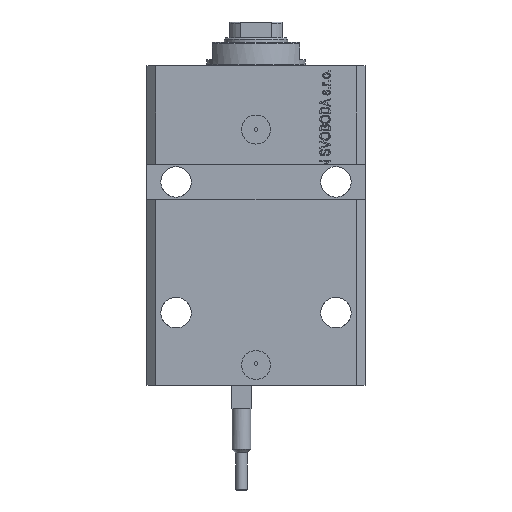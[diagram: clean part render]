
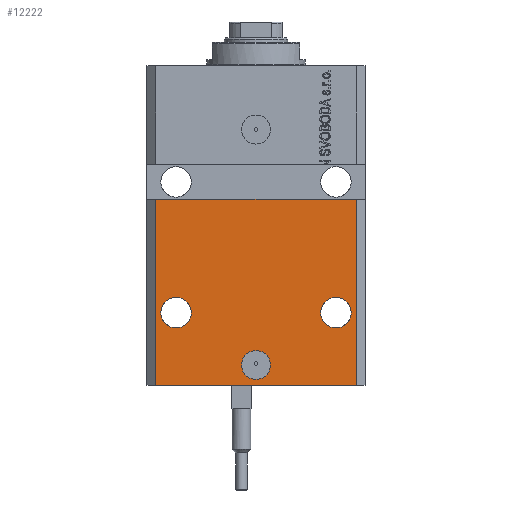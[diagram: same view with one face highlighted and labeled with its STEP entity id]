
A CAD part, front view. The second image highlights one B-rep face of the part: STEP entity #12222.
In plain terms, the highlighted planar face has unit normal (0, -1, 0).
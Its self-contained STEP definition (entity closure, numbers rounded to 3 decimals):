
#99 = DIRECTION ( 'NONE',  ( 0., 0., 1. ) ) ;
#527 = VERTEX_POINT ( 'NONE', #4424 ) ;
#681 = AXIS2_PLACEMENT_3D ( 'NONE', #40400, #6644, #36714 ) ;
#949 = CIRCLE ( 'NONE', #15092, 5. ) ;
#2348 = VERTEX_POINT ( 'NONE', #7403 ) ;
#3465 = EDGE_LOOP ( 'NONE', ( #22545, #43609, #15145, #48330 ) ) ;
#3953 = FACE_BOUND ( 'NONE', #47900, .T. ) ;
#4390 = EDGE_CURVE ( 'NONE', #15087, #22069, #23308, .T. ) ;
#4424 = CARTESIAN_POINT ( 'NONE',  ( -32.75, -27.5, -85. ) ) ;
#5040 = VERTEX_POINT ( 'NONE', #21859 ) ;
#5094 = VECTOR ( 'NONE', #99, 1000. ) ;
#5402 = CARTESIAN_POINT ( 'NONE',  ( -34.5, -27.5, -110. ) ) ;
#6589 = CIRCLE ( 'NONE', #15267, 5.25 ) ;
#6644 = DIRECTION ( 'NONE',  ( 0., -1., 0. ) ) ;
#6895 = FACE_BOUND ( 'NONE', #8149, .T. ) ;
#7403 = CARTESIAN_POINT ( 'NONE',  ( 34.5, -27.5, -110. ) ) ;
#7407 = CARTESIAN_POINT ( 'NONE',  ( -34.5, -27.5, -110. ) ) ;
#7457 = CARTESIAN_POINT ( 'NONE',  ( 34.5, -27.5, -110. ) ) ;
#7743 = DIRECTION ( 'NONE',  ( 1., 0., 0. ) ) ;
#8149 = EDGE_LOOP ( 'NONE', ( #41928, #32605 ) ) ;
#9349 = LINE ( 'NONE', #5402, #45851 ) ;
#9786 = EDGE_CURVE ( 'NONE', #23807, #29457, #24995, .T. ) ;
#10632 = CARTESIAN_POINT ( 'NONE',  ( 22.25, -27.5, -85. ) ) ;
#10650 = CARTESIAN_POINT ( 'NONE',  ( -34.5, -27.5, -46. ) ) ;
#11561 = VECTOR ( 'NONE', #33103, 1000. ) ;
#11637 = DIRECTION ( 'NONE',  ( 0., -1., 0. ) ) ;
#12222 = ADVANCED_FACE ( 'NONE', ( #3953, #6895, #15036, #29310 ), #18965, .T. ) ;
#13455 = ORIENTED_EDGE ( 'NONE', *, *, #15910, .F. ) ;
#13739 = DIRECTION ( 'NONE',  ( 1., 0., 0. ) ) ;
#14284 = ORIENTED_EDGE ( 'NONE', *, *, #21555, .F. ) ;
#15036 = FACE_BOUND ( 'NONE', #31626, .T. ) ;
#15087 = VERTEX_POINT ( 'NONE', #36353 ) ;
#15092 = AXIS2_PLACEMENT_3D ( 'NONE', #27731, #42018, #42752 ) ;
#15145 = ORIENTED_EDGE ( 'NONE', *, *, #22965, .T. ) ;
#15267 = AXIS2_PLACEMENT_3D ( 'NONE', #44385, #11637, #29855 ) ;
#15751 = CIRCLE ( 'NONE', #36978, 5.25 ) ;
#15910 = EDGE_CURVE ( 'NONE', #527, #5040, #15751, .T. ) ;
#16890 = ORIENTED_EDGE ( 'NONE', *, *, #43611, .F. ) ;
#17160 = DIRECTION ( 'NONE',  ( -1., 0., 0. ) ) ;
#17831 = CARTESIAN_POINT ( 'NONE',  ( -37.5, -27.5, -46. ) ) ;
#18480 = CARTESIAN_POINT ( 'NONE',  ( -5., -27.5, -103. ) ) ;
#18965 = PLANE ( 'NONE',  #681 ) ;
#19067 = CARTESIAN_POINT ( 'NONE',  ( 27.5, -27.5, -85. ) ) ;
#20931 = CIRCLE ( 'NONE', #45281, 5. ) ;
#21555 = EDGE_CURVE ( 'NONE', #34300, #22813, #949, .T. ) ;
#21859 = CARTESIAN_POINT ( 'NONE',  ( -22.25, -27.5, -85. ) ) ;
#22069 = VERTEX_POINT ( 'NONE', #10632 ) ;
#22545 = ORIENTED_EDGE ( 'NONE', *, *, #9786, .F. ) ;
#22813 = VERTEX_POINT ( 'NONE', #37195 ) ;
#22965 = EDGE_CURVE ( 'NONE', #44380, #2348, #9349, .T. ) ;
#23168 = LINE ( 'NONE', #7407, #26394 ) ;
#23308 = CIRCLE ( 'NONE', #48424, 5.25 ) ;
#23807 = VERTEX_POINT ( 'NONE', #10650 ) ;
#24369 = DIRECTION ( 'NONE',  ( -1., 0., 0. ) ) ;
#24995 = LINE ( 'NONE', #17831, #11561 ) ;
#25075 = CARTESIAN_POINT ( 'NONE',  ( 0., -27.5, -103. ) ) ;
#26394 = VECTOR ( 'NONE', #38196, 1000. ) ;
#26528 = EDGE_CURVE ( 'NONE', #22069, #15087, #6589, .T. ) ;
#27731 = CARTESIAN_POINT ( 'NONE',  ( 0., -27.5, -103. ) ) ;
#27758 = CARTESIAN_POINT ( 'NONE',  ( -27.5, -27.5, -85. ) ) ;
#28344 = EDGE_CURVE ( 'NONE', #2348, #29457, #41706, .T. ) ;
#28936 = CARTESIAN_POINT ( 'NONE',  ( -27.5, -27.5, -85. ) ) ;
#29310 = FACE_OUTER_BOUND ( 'NONE', #3465, .T. ) ;
#29457 = VERTEX_POINT ( 'NONE', #30575 ) ;
#29855 = DIRECTION ( 'NONE',  ( 1., 0., 0. ) ) ;
#30477 = CARTESIAN_POINT ( 'NONE',  ( -34.5, -27.5, -110. ) ) ;
#30575 = CARTESIAN_POINT ( 'NONE',  ( 34.5, -27.5, -46. ) ) ;
#30811 = EDGE_CURVE ( 'NONE', #22813, #34300, #20931, .T. ) ;
#31626 = EDGE_LOOP ( 'NONE', ( #16890, #13455 ) ) ;
#31932 = DIRECTION ( 'NONE',  ( 0., -1., 0. ) ) ;
#32577 = ORIENTED_EDGE ( 'NONE', *, *, #30811, .F. ) ;
#32605 = ORIENTED_EDGE ( 'NONE', *, *, #26528, .F. ) ;
#33103 = DIRECTION ( 'NONE',  ( 1., 0., 0. ) ) ;
#33358 = EDGE_CURVE ( 'NONE', #44380, #23807, #23168, .T. ) ;
#34300 = VERTEX_POINT ( 'NONE', #18480 ) ;
#36188 = DIRECTION ( 'NONE',  ( 1., 0., 0. ) ) ;
#36353 = CARTESIAN_POINT ( 'NONE',  ( 32.75, -27.5, -85. ) ) ;
#36714 = DIRECTION ( 'NONE',  ( 0., 0., -1. ) ) ;
#36978 = AXIS2_PLACEMENT_3D ( 'NONE', #27758, #31932, #17160 ) ;
#37195 = CARTESIAN_POINT ( 'NONE',  ( 5., -27.5, -103. ) ) ;
#38196 = DIRECTION ( 'NONE',  ( 0., 0., 1. ) ) ;
#40400 = CARTESIAN_POINT ( 'NONE',  ( -34.5, -27.5, -110. ) ) ;
#41706 = LINE ( 'NONE', #7457, #5094 ) ;
#41734 = DIRECTION ( 'NONE',  ( 0., -1., 0. ) ) ;
#41928 = ORIENTED_EDGE ( 'NONE', *, *, #4390, .F. ) ;
#42018 = DIRECTION ( 'NONE',  ( 0., -1., 0. ) ) ;
#42752 = DIRECTION ( 'NONE',  ( 1., 0., 0. ) ) ;
#43609 = ORIENTED_EDGE ( 'NONE', *, *, #33358, .F. ) ;
#43611 = EDGE_CURVE ( 'NONE', #5040, #527, #44078, .T. ) ;
#44078 = CIRCLE ( 'NONE', #48008, 5.25 ) ;
#44259 = DIRECTION ( 'NONE',  ( 0., -1., 0. ) ) ;
#44380 = VERTEX_POINT ( 'NONE', #30477 ) ;
#44385 = CARTESIAN_POINT ( 'NONE',  ( 27.5, -27.5, -85. ) ) ;
#44440 = DIRECTION ( 'NONE',  ( 0., -1., 0. ) ) ;
#45281 = AXIS2_PLACEMENT_3D ( 'NONE', #25075, #44259, #13739 ) ;
#45851 = VECTOR ( 'NONE', #36188, 1000. ) ;
#47900 = EDGE_LOOP ( 'NONE', ( #32577, #14284 ) ) ;
#48008 = AXIS2_PLACEMENT_3D ( 'NONE', #28936, #44440, #24369 ) ;
#48330 = ORIENTED_EDGE ( 'NONE', *, *, #28344, .T. ) ;
#48424 = AXIS2_PLACEMENT_3D ( 'NONE', #19067, #41734, #7743 ) ;
